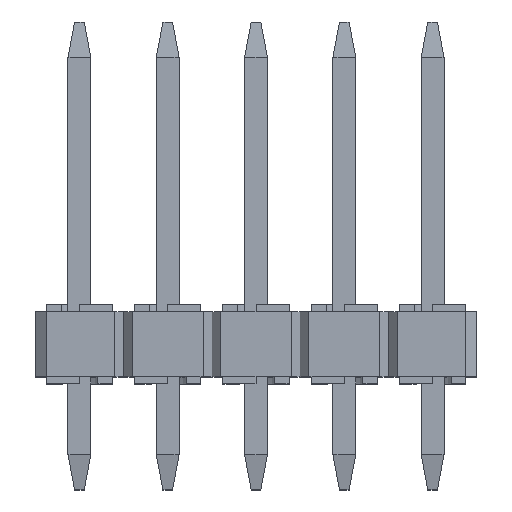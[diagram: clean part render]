
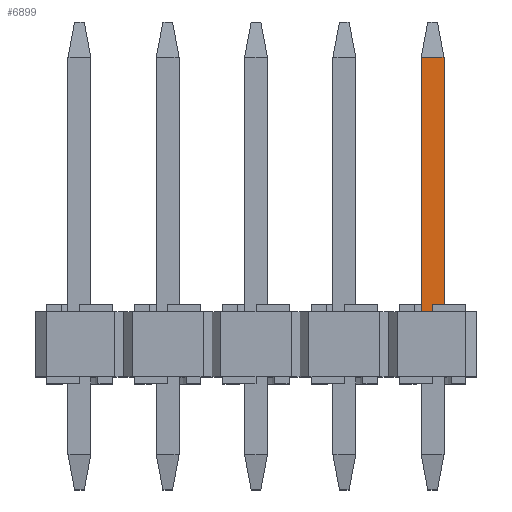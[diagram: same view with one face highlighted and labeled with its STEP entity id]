
A CAD part, top view. The second image highlights one B-rep face of the part: STEP entity #6899.
In plain terms, the highlighted planar face has unit normal (0, 0, 1).
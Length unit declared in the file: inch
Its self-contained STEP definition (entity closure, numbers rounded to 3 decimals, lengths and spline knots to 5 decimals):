
#371=DIRECTION('',(1.,0.,0.));
#372=VECTOR('',#371,0.026);
#373=CARTESIAN_POINT('',(0.187,0.037,0.013));
#374=LINE('',#373,#372);
#2157=DIRECTION('',(0.,-1.,0.));
#2158=VECTOR('',#2157,0.288);
#2159=CARTESIAN_POINT('',(0.187,0.325,0.013));
#2160=LINE('',#2159,#2158);
#2217=DIRECTION('',(0.,-1.,0.));
#2218=VECTOR('',#2217,0.288);
#2219=CARTESIAN_POINT('',(0.213,0.325,0.013));
#2220=LINE('',#2219,#2218);
#2241=DIRECTION('',(-1.,0.,0.));
#2242=VECTOR('',#2241,0.026);
#2243=CARTESIAN_POINT('',(0.213,0.325,0.013));
#2244=LINE('',#2243,#2242);
#2917=CARTESIAN_POINT('',(0.187,0.037,0.013));
#2919=VERTEX_POINT('',#2917);
#2921=CARTESIAN_POINT('',(0.213,0.037,0.013));
#2923=VERTEX_POINT('',#2921);
#3043=CARTESIAN_POINT('',(0.213,0.325,0.013));
#3044=VERTEX_POINT('',#3043);
#3045=CARTESIAN_POINT('',(0.187,0.325,0.013));
#3046=VERTEX_POINT('',#3045);
#6888=CARTESIAN_POINT('',(0.187,0.365,0.013));
#6889=DIRECTION('',(0.,0.,1.));
#6890=DIRECTION('',(0.,-1.,0.));
#6891=AXIS2_PLACEMENT_3D('',#6888,#6889,#6890);
#6892=PLANE('',#6891);
#6893=ORIENTED_EDGE('',*,*,#6880,.F.);
#6894=ORIENTED_EDGE('',*,*,#6843,.T.);
#6895=ORIENTED_EDGE('',*,*,#3944,.F.);
#6896=ORIENTED_EDGE('',*,*,#6740,.F.);
#6897=EDGE_LOOP('',(#6893,#6894,#6895,#6896));
#6898=FACE_OUTER_BOUND('',#6897,.F.);
#6899=ADVANCED_FACE('',(#6898),#6892,.T.);
#3944=EDGE_CURVE('',#2919,#2923,#374,.T.);
#6740=EDGE_CURVE('',#3046,#2919,#2160,.T.);
#6843=EDGE_CURVE('',#3044,#2923,#2220,.T.);
#6880=EDGE_CURVE('',#3044,#3046,#2244,.T.);
